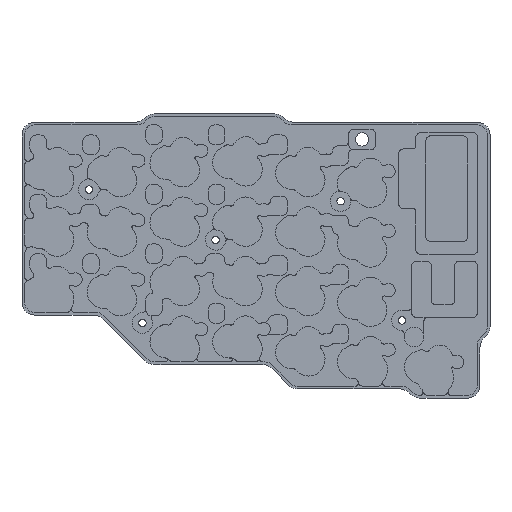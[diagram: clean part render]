
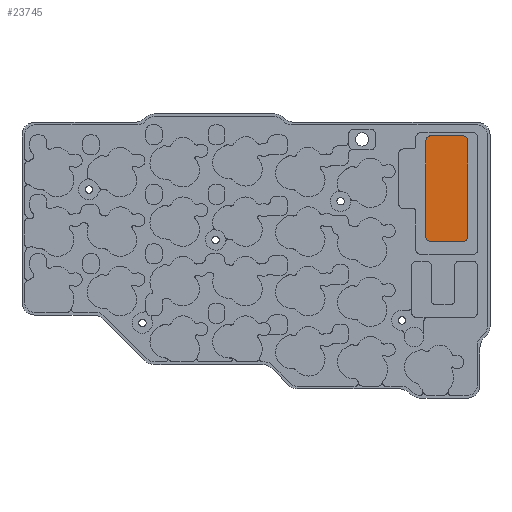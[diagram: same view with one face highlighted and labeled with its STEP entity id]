
A CAD part, top view. The second image highlights one B-rep face of the part: STEP entity #23745.
In plain terms, the highlighted planar face has unit normal (0, 0, 1).
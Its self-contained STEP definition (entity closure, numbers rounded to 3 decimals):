
#23670=CARTESIAN_POINT('',(0.,0.,-2.6));
#23671=DIRECTION('',(-0.,-0.,1.));
#23672=DIRECTION('',(1.,-0.,0.));
#23673=AXIS2_PLACEMENT_3D('',#23670,#23671,#23672);
#23674=PLANE('',#23673);
#23675=CARTESIAN_POINT('',(3.017,-69.465,-2.6));
#23676=VERTEX_POINT('',#23675);
#23677=CARTESIAN_POINT('',(3.017,-40.555,-2.6));
#23678=VERTEX_POINT('',#23677);
#23679=CARTESIAN_POINT('',(3.017,-69.465,-2.6));
#23680=DIRECTION('',(-0.,1.,0.));
#23681=VECTOR('',#23680,28.91);
#23682=LINE('',#23679,#23681);
#23683=EDGE_CURVE('',#23676,#23678,#23682,.T.);
#23684=ORIENTED_EDGE('',*,*,#23683,.T.);
#23685=CARTESIAN_POINT('',(1.517,-39.055,-2.6));
#23686=VERTEX_POINT('',#23685);
#23687=CARTESIAN_POINT('',(1.517,-40.555,-2.6));
#23688=DIRECTION('',(-0.,-0.,1.));
#23689=DIRECTION('',(0.,-1.,-0.));
#23690=AXIS2_PLACEMENT_3D('',#23687,#23688,#23689);
#23691=CIRCLE('',#23690,1.5);
#23692=EDGE_CURVE('',#23678,#23686,#23691,.T.);
#23693=ORIENTED_EDGE('',*,*,#23692,.T.);
#23694=CARTESIAN_POINT('',(-8.183,-39.055,-2.6));
#23695=VERTEX_POINT('',#23694);
#23696=CARTESIAN_POINT('',(1.517,-39.055,-2.6));
#23697=DIRECTION('',(-1.,0.,-0.));
#23698=VECTOR('',#23697,9.7);
#23699=LINE('',#23696,#23698);
#23700=EDGE_CURVE('',#23686,#23695,#23699,.T.);
#23701=ORIENTED_EDGE('',*,*,#23700,.T.);
#23702=CARTESIAN_POINT('',(-9.683,-40.555,-2.6));
#23703=VERTEX_POINT('',#23702);
#23704=CARTESIAN_POINT('',(-8.183,-40.555,-2.6));
#23705=DIRECTION('',(-0.,-0.,1.));
#23706=DIRECTION('',(0.,-1.,-0.));
#23707=AXIS2_PLACEMENT_3D('',#23704,#23705,#23706);
#23708=CIRCLE('',#23707,1.5);
#23709=EDGE_CURVE('',#23695,#23703,#23708,.T.);
#23710=ORIENTED_EDGE('',*,*,#23709,.T.);
#23711=CARTESIAN_POINT('',(-9.683,-69.465,-2.6));
#23712=VERTEX_POINT('',#23711);
#23713=CARTESIAN_POINT('',(-9.683,-69.465,-2.6));
#23714=DIRECTION('',(-0.,1.,0.));
#23715=VECTOR('',#23714,28.91);
#23716=LINE('',#23713,#23715);
#23717=EDGE_CURVE('',#23712,#23703,#23716,.T.);
#23718=ORIENTED_EDGE('',*,*,#23717,.F.);
#23719=CARTESIAN_POINT('',(-8.183,-70.965,-2.6));
#23720=VERTEX_POINT('',#23719);
#23721=CARTESIAN_POINT('',(-8.183,-69.465,-2.6));
#23722=DIRECTION('',(-0.,-0.,1.));
#23723=DIRECTION('',(0.,-1.,-0.));
#23724=AXIS2_PLACEMENT_3D('',#23721,#23722,#23723);
#23725=CIRCLE('',#23724,1.5);
#23726=EDGE_CURVE('',#23712,#23720,#23725,.T.);
#23727=ORIENTED_EDGE('',*,*,#23726,.T.);
#23728=CARTESIAN_POINT('',(1.517,-70.965,-2.6));
#23729=VERTEX_POINT('',#23728);
#23730=CARTESIAN_POINT('',(1.517,-70.965,-2.6));
#23731=DIRECTION('',(-1.,0.,-0.));
#23732=VECTOR('',#23731,9.7);
#23733=LINE('',#23730,#23732);
#23734=EDGE_CURVE('',#23729,#23720,#23733,.T.);
#23735=ORIENTED_EDGE('',*,*,#23734,.F.);
#23736=CARTESIAN_POINT('',(1.517,-69.465,-2.6));
#23737=DIRECTION('',(-0.,-0.,1.));
#23738=DIRECTION('',(0.,-1.,-0.));
#23739=AXIS2_PLACEMENT_3D('',#23736,#23737,#23738);
#23740=CIRCLE('',#23739,1.5);
#23741=EDGE_CURVE('',#23729,#23676,#23740,.T.);
#23742=ORIENTED_EDGE('',*,*,#23741,.T.);
#23743=EDGE_LOOP('',(#23684,#23693,#23701,#23710,#23718,#23727,#23735,#23742));
#23744=FACE_BOUND('',#23743,.T.);
#23745=ADVANCED_FACE('',(#23744),#23674,.T.);
